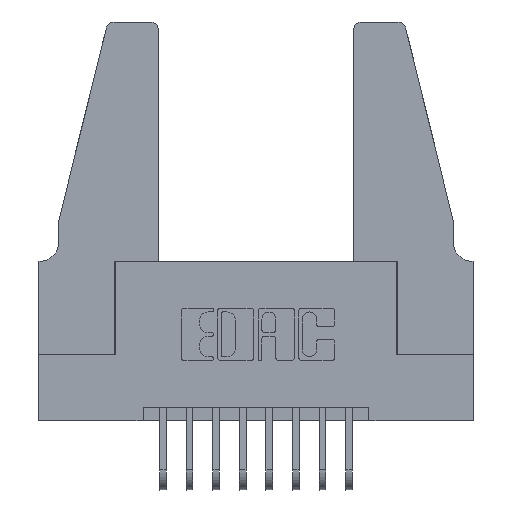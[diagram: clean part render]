
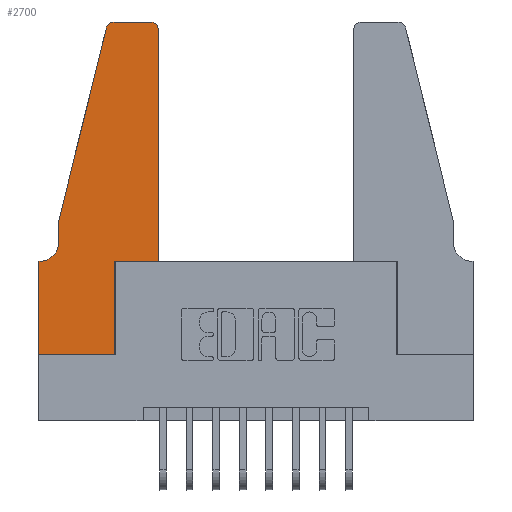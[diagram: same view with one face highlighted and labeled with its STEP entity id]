
A CAD part, top view. The second image highlights one B-rep face of the part: STEP entity #2700.
In plain terms, the highlighted planar face has unit normal (0, 0, 1).
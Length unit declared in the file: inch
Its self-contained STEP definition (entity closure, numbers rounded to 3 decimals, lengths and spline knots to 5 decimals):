
#50 = EDGE_CURVE ( 'NONE', #9443, #9981, #8419, .T. ) ;
#68 = EDGE_CURVE ( 'NONE', #6822, #2725, #8243, .T. ) ;
#119 = VECTOR ( 'NONE', #12248, 39.37008 ) ;
#188 = CARTESIAN_POINT ( 'NONE',  ( 0.2865, 0.35, 0.37 ) ) ;
#189 = VERTEX_POINT ( 'NONE', #7232 ) ;
#292 = CARTESIAN_POINT ( 'NONE',  ( 0.2865, 0.35, 0.37 ) ) ;
#296 = EDGE_CURVE ( 'NONE', #1184, #6407, #1335, .T. ) ;
#308 = LINE ( 'NONE', #7631, #119 ) ;
#390 = CARTESIAN_POINT ( 'NONE',  ( 0.0055, 0.42, 0.37 ) ) ;
#413 = LINE ( 'NONE', #6892, #1061 ) ;
#854 = EDGE_CURVE ( 'NONE', #189, #2882, #12083, .T. ) ;
#891 = VERTEX_POINT ( 'NONE', #12585 ) ;
#1061 = VECTOR ( 'NONE', #7888, 39.37008 ) ;
#1184 = VERTEX_POINT ( 'NONE', #7956 ) ;
#1335 = CIRCLE ( 'NONE', #9481, 0.03 ) ;
#1346 = EDGE_CURVE ( 'NONE', #6494, #1184, #8161, .T. ) ;
#1736 = CARTESIAN_POINT ( 'NONE',  ( 0.4205, 1.22, 0.37 ) ) ;
#1919 = DIRECTION ( 'NONE',  ( 0., 0., -1. ) ) ;
#2065 = ORIENTED_EDGE ( 'NONE', *, *, #4277, .T. ) ;
#2126 = ORIENTED_EDGE ( 'NONE', *, *, #50, .T. ) ;
#2163 = CARTESIAN_POINT ( 'NONE',  ( 0.0755, 0.35, 0.37 ) ) ;
#2384 = EDGE_CURVE ( 'NONE', #7838, #6494, #308, .T. ) ;
#2393 = ORIENTED_EDGE ( 'NONE', *, *, #4124, .T. ) ;
#2700 = ADVANCED_FACE ( 'NONE', ( #3172 ), #10656, .T. ) ;
#2725 = VERTEX_POINT ( 'NONE', #4705 ) ;
#2882 = VERTEX_POINT ( 'NONE', #10072 ) ;
#3113 = DIRECTION ( 'NONE',  ( 1., 0., 0. ) ) ;
#3123 = CARTESIAN_POINT ( 'NONE',  ( 0., 0., 0.37 ) ) ;
#3172 = FACE_OUTER_BOUND ( 'NONE', #6668, .T. ) ;
#3490 = EDGE_CURVE ( 'NONE', #4935, #6822, #7154, .T. ) ;
#3517 = ORIENTED_EDGE ( 'NONE', *, *, #3490, .T. ) ;
#3521 = DIRECTION ( 'NONE',  ( -1., 0., 0. ) ) ;
#3572 = ORIENTED_EDGE ( 'NONE', *, *, #68, .T. ) ;
#3620 = ORIENTED_EDGE ( 'NONE', *, *, #9747, .T. ) ;
#3782 = ORIENTED_EDGE ( 'NONE', *, *, #8917, .T. ) ;
#3883 = CARTESIAN_POINT ( 'NONE',  ( 0.25487, 1.22718, 0.37 ) ) ;
#3886 = LINE ( 'NONE', #5518, #4475 ) ;
#3965 = LINE ( 'NONE', #292, #11083 ) ;
#4124 = EDGE_CURVE ( 'NONE', #9981, #4935, #3886, .T. ) ;
#4181 = CARTESIAN_POINT ( 'NONE',  ( 0.284, 1.25, 0.37 ) ) ;
#4234 = CARTESIAN_POINT ( 'NONE',  ( 0., 0., 0.37 ) ) ;
#4277 = EDGE_CURVE ( 'NONE', #6407, #9443, #413, .T. ) ;
#4475 = VECTOR ( 'NONE', #11843, 39.37008 ) ;
#4538 = CARTESIAN_POINT ( 'NONE',  ( 0.4505, 0.35, 0.37 ) ) ;
#4654 = ORIENTED_EDGE ( 'NONE', *, *, #854, .T. ) ;
#4705 = CARTESIAN_POINT ( 'NONE',  ( 0.0055, 0.35, 0.37 ) ) ;
#4768 = ORIENTED_EDGE ( 'NONE', *, *, #12659, .T. ) ;
#4914 = ORIENTED_EDGE ( 'NONE', *, *, #2384, .T. ) ;
#4931 = DIRECTION ( 'NONE',  ( 0., 0., 1. ) ) ;
#4935 = VERTEX_POINT ( 'NONE', #12587 ) ;
#4996 = ORIENTED_EDGE ( 'NONE', *, *, #1346, .T. ) ;
#5284 = ORIENTED_EDGE ( 'NONE', *, *, #296, .T. ) ;
#5505 = DIRECTION ( 'NONE',  ( 1., 0., 0. ) ) ;
#5518 = CARTESIAN_POINT ( 'NONE',  ( 0.0755, 0.5, 0.37 ) ) ;
#5785 = VECTOR ( 'NONE', #3521, 39.37008 ) ;
#5878 = AXIS2_PLACEMENT_3D ( 'NONE', #11314, #4931, #5505 ) ;
#6407 = VERTEX_POINT ( 'NONE', #11864 ) ;
#6494 = VERTEX_POINT ( 'NONE', #4538 ) ;
#6614 = CARTESIAN_POINT ( 'NONE',  ( 0.0755, 0.5, 0.37 ) ) ;
#6668 = EDGE_LOOP ( 'NONE', ( #2065, #2126, #2393, #3517, #3572, #3620, #3782, #4654, #4768, #4914, #4996, #5284 ) ) ;
#6761 = LINE ( 'NONE', #3123, #8734 ) ;
#6822 = VERTEX_POINT ( 'NONE', #12255 ) ;
#6825 = VECTOR ( 'NONE', #12356, 39.37008 ) ;
#6892 = CARTESIAN_POINT ( 'NONE',  ( 0.2605, 1.25, 0.37 ) ) ;
#7030 = VECTOR ( 'NONE', #7231, 39.37008 ) ;
#7154 = LINE ( 'NONE', #6614, #7280 ) ;
#7231 = DIRECTION ( 'NONE',  ( 0., 1., 0. ) ) ;
#7232 = CARTESIAN_POINT ( 'NONE',  ( 0., 0., 0.37 ) ) ;
#7280 = VECTOR ( 'NONE', #7692, 39.37008 ) ;
#7590 = DIRECTION ( 'NONE',  ( 0., -1., 0. ) ) ;
#7631 = CARTESIAN_POINT ( 'NONE',  ( 0.4505, 0.35, 0.37 ) ) ;
#7692 = DIRECTION ( 'NONE',  ( 0., -1., 0. ) ) ;
#7838 = VERTEX_POINT ( 'NONE', #188 ) ;
#7888 = DIRECTION ( 'NONE',  ( -1., 0., 0. ) ) ;
#7890 = AXIS2_PLACEMENT_3D ( 'NONE', #12462, #10118, #3113 ) ;
#7956 = CARTESIAN_POINT ( 'NONE',  ( 0.4505, 1.22, 0.37 ) ) ;
#8161 = LINE ( 'NONE', #11033, #7030 ) ;
#8243 = CIRCLE ( 'NONE', #8516, 0.07 ) ;
#8419 = CIRCLE ( 'NONE', #7890, 0.03 ) ;
#8516 = AXIS2_PLACEMENT_3D ( 'NONE', #390, #1919, #10047 ) ;
#8734 = VECTOR ( 'NONE', #7590, 39.37008 ) ;
#8917 = EDGE_CURVE ( 'NONE', #891, #189, #6761, .T. ) ;
#9443 = VERTEX_POINT ( 'NONE', #4181 ) ;
#9481 = AXIS2_PLACEMENT_3D ( 'NONE', #1736, #12535, #11110 ) ;
#9747 = EDGE_CURVE ( 'NONE', #2725, #891, #10450, .T. ) ;
#9981 = VERTEX_POINT ( 'NONE', #3883 ) ;
#10047 = DIRECTION ( 'NONE',  ( -1., 0., 0. ) ) ;
#10072 = CARTESIAN_POINT ( 'NONE',  ( 0.2865, 0., 0.37 ) ) ;
#10118 = DIRECTION ( 'NONE',  ( 0., 0., 1. ) ) ;
#10450 = LINE ( 'NONE', #2163, #5785 ) ;
#10656 = PLANE ( 'NONE',  #5878 ) ;
#10906 = DIRECTION ( 'NONE',  ( 0., 1., 0. ) ) ;
#11033 = CARTESIAN_POINT ( 'NONE',  ( 0.4505, 0.35, 0.37 ) ) ;
#11083 = VECTOR ( 'NONE', #10906, 39.37008 ) ;
#11110 = DIRECTION ( 'NONE',  ( 1., 0., 0. ) ) ;
#11314 = CARTESIAN_POINT ( 'NONE',  ( 0., 0.35, 0.37 ) ) ;
#11843 = DIRECTION ( 'NONE',  ( -0.239, -0.971, 0. ) ) ;
#11864 = CARTESIAN_POINT ( 'NONE',  ( 0.4205, 1.25, 0.37 ) ) ;
#12083 = LINE ( 'NONE', #4234, #6825 ) ;
#12248 = DIRECTION ( 'NONE',  ( 1., 0., 0. ) ) ;
#12255 = CARTESIAN_POINT ( 'NONE',  ( 0.0755, 0.42, 0.37 ) ) ;
#12356 = DIRECTION ( 'NONE',  ( 1., 0., 0. ) ) ;
#12462 = CARTESIAN_POINT ( 'NONE',  ( 0.284, 1.22, 0.37 ) ) ;
#12535 = DIRECTION ( 'NONE',  ( 0., 0., 1. ) ) ;
#12585 = CARTESIAN_POINT ( 'NONE',  ( 0., 0.35, 0.37 ) ) ;
#12587 = CARTESIAN_POINT ( 'NONE',  ( 0.0755, 0.5, 0.37 ) ) ;
#12659 = EDGE_CURVE ( 'NONE', #2882, #7838, #3965, .T. ) ;
